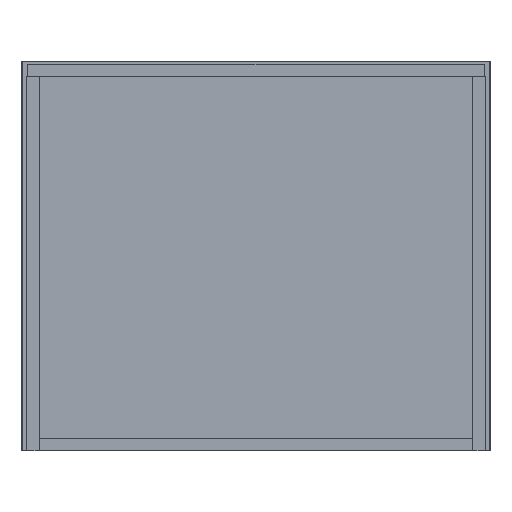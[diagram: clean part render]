
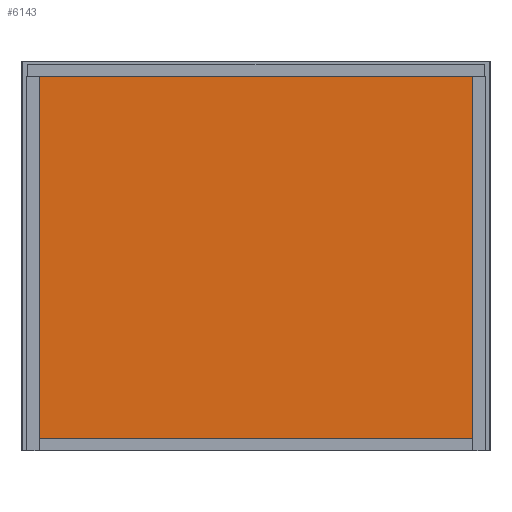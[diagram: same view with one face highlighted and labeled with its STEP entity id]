
A CAD part, front view. The second image highlights one B-rep face of the part: STEP entity #6143.
In plain terms, the highlighted planar face has unit normal (0, -1, 0).
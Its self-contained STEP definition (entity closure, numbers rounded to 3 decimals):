
#63 = CARTESIAN_POINT ( 'NONE',  ( -278., -275., 1036.23 ) ) ;
#281 = CARTESIAN_POINT ( 'NONE',  ( -278., -275., 16. ) ) ;
#477 = ORIENTED_EDGE ( 'NONE', *, *, #2394, .T. ) ;
#653 = DIRECTION ( 'NONE',  ( 0., 1., 0. ) ) ;
#1086 = VERTEX_POINT ( 'NONE', #6900 ) ;
#1171 = LINE ( 'NONE', #2990, #3887 ) ;
#1573 = EDGE_CURVE ( 'NONE', #1086, #5830, #2679, .T. ) ;
#1929 = CARTESIAN_POINT ( 'NONE',  ( 278., -275., 1036.23 ) ) ;
#1969 = PLANE ( 'NONE',  #7826 ) ;
#2004 = DIRECTION ( 'NONE',  ( 1., 0., 0. ) ) ;
#2158 = VECTOR ( 'NONE', #3159, 1000. ) ;
#2394 = EDGE_CURVE ( 'NONE', #6934, #1086, #1171, .T. ) ;
#2547 = LINE ( 'NONE', #1929, #2158 ) ;
#2679 = LINE ( 'NONE', #5400, #5805 ) ;
#2957 = DIRECTION ( 'NONE',  ( 0., 0., -1. ) ) ;
#2990 = CARTESIAN_POINT ( 'NONE',  ( -278., -275., 480. ) ) ;
#3159 = DIRECTION ( 'NONE',  ( 0., 0., -1. ) ) ;
#3632 = EDGE_CURVE ( 'NONE', #5830, #4342, #5718, .T. ) ;
#3887 = VECTOR ( 'NONE', #7950, 1000. ) ;
#4342 = VERTEX_POINT ( 'NONE', #6406 ) ;
#4472 = DIRECTION ( 'NONE',  ( 0., 0., 1. ) ) ;
#4488 = ORIENTED_EDGE ( 'NONE', *, *, #3632, .T. ) ;
#4650 = EDGE_CURVE ( 'NONE', #6934, #4342, #2547, .T. ) ;
#5400 = CARTESIAN_POINT ( 'NONE',  ( -278., -275., 1036.23 ) ) ;
#5555 = EDGE_LOOP ( 'NONE', ( #7966, #477, #7247, #4488 ) ) ;
#5685 = CARTESIAN_POINT ( 'NONE',  ( -278., -275., 16. ) ) ;
#5718 = LINE ( 'NONE', #5685, #6408 ) ;
#5805 = VECTOR ( 'NONE', #2957, 1000. ) ;
#5830 = VERTEX_POINT ( 'NONE', #281 ) ;
#5979 = FACE_OUTER_BOUND ( 'NONE', #5555, .T. ) ;
#6143 = ADVANCED_FACE ( 'NONE', ( #5979 ), #1969, .F. ) ;
#6266 = CARTESIAN_POINT ( 'NONE',  ( 278., -275., 480. ) ) ;
#6406 = CARTESIAN_POINT ( 'NONE',  ( 278., -275., 16. ) ) ;
#6408 = VECTOR ( 'NONE', #2004, 1000. ) ;
#6900 = CARTESIAN_POINT ( 'NONE',  ( -278., -275., 480. ) ) ;
#6934 = VERTEX_POINT ( 'NONE', #6266 ) ;
#7247 = ORIENTED_EDGE ( 'NONE', *, *, #1573, .T. ) ;
#7826 = AXIS2_PLACEMENT_3D ( 'NONE', #63, #653, #4472 ) ;
#7950 = DIRECTION ( 'NONE',  ( -1., 0., 0. ) ) ;
#7966 = ORIENTED_EDGE ( 'NONE', *, *, #4650, .F. ) ;
